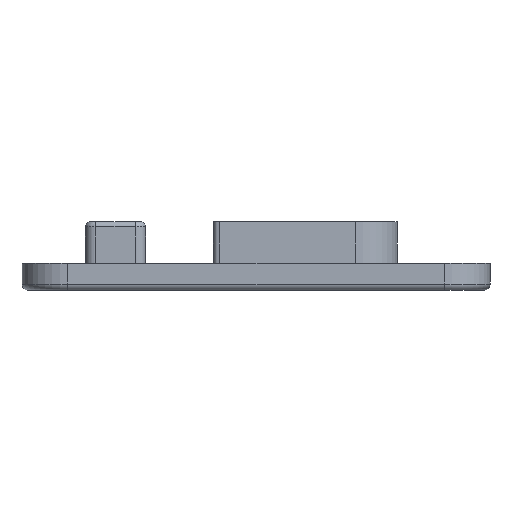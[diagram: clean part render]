
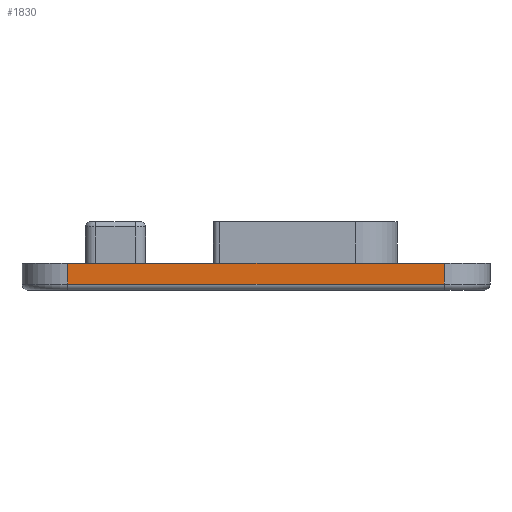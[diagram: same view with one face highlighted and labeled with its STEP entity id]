
A CAD part, front view. The second image highlights one B-rep face of the part: STEP entity #1830.
In plain terms, the highlighted planar face has unit normal (0, -1, 0).
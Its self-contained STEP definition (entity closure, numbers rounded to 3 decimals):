
#44=PLANE('',#2045);
#122=LINE('',#3105,#268);
#163=LINE('',#3215,#309);
#164=LINE('',#3219,#310);
#165=LINE('',#3220,#311);
#268=VECTOR('',#2425,10.);
#309=VECTOR('',#2542,10.);
#310=VECTOR('',#2547,10.);
#311=VECTOR('',#2548,10.);
#482=FACE_OUTER_BOUND('',#591,.T.);
#591=EDGE_LOOP('',(#1552,#1553,#1554,#1555));
#849=VERTEX_POINT('',#3095);
#851=VERTEX_POINT('',#3101);
#883=VERTEX_POINT('',#3214);
#884=VERTEX_POINT('',#3218);
#1071=EDGE_CURVE('',#849,#851,#122,.T.);
#1126=EDGE_CURVE('',#883,#851,#163,.T.);
#1128=EDGE_CURVE('',#884,#849,#164,.T.);
#1129=EDGE_CURVE('',#883,#884,#165,.T.);
#1552=ORIENTED_EDGE('',*,*,#1071,.F.);
#1553=ORIENTED_EDGE('',*,*,#1128,.F.);
#1554=ORIENTED_EDGE('',*,*,#1129,.F.);
#1555=ORIENTED_EDGE('',*,*,#1126,.T.);
#1830=ADVANCED_FACE('',(#482),#44,.T.);
#2045=AXIS2_PLACEMENT_3D('',#3217,#2545,#2546);
#2425=DIRECTION('',(-1.,0.,0.));
#2542=DIRECTION('',(0.,0.,-1.));
#2545=DIRECTION('center_axis',(0.,-1.,0.));
#2546=DIRECTION('ref_axis',(-1.,0.,0.));
#2547=DIRECTION('',(0.,0.,-1.));
#2548=DIRECTION('',(1.,0.,0.));
#3095=CARTESIAN_POINT('',(-49.44,0.,-10.));
#3101=CARTESIAN_POINT('',(-85.68,0.,-10.));
#3105=CARTESIAN_POINT('',(-58.5,0.,-10.));
#3214=CARTESIAN_POINT('',(-85.68,0.,-8.));
#3215=CARTESIAN_POINT('',(-85.68,0.,-8.));
#3217=CARTESIAN_POINT('Origin',(-49.44,0.,-8.));
#3218=CARTESIAN_POINT('',(-49.44,0.,-8.));
#3219=CARTESIAN_POINT('',(-49.44,0.,-8.));
#3220=CARTESIAN_POINT('',(-85.68,0.,-8.));
